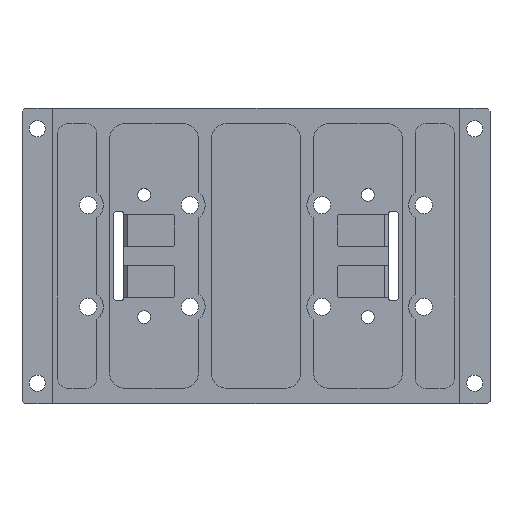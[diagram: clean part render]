
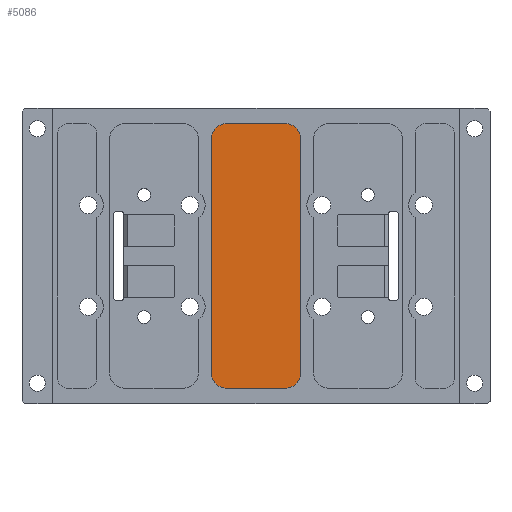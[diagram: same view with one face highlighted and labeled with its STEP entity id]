
A CAD part, top view. The second image highlights one B-rep face of the part: STEP entity #5086.
In plain terms, the highlighted planar face has unit normal (0, 0, 1).
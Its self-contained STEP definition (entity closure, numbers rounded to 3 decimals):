
#24 = ORIENTED_EDGE ( 'NONE', *, *, #39, .F. ) ;
#39 = EDGE_CURVE ( 'NONE', #1405, #1427, #876, .T. ) ;
#236 = ORIENTED_EDGE ( 'NONE', *, *, #4735, .T. ) ;
#269 = CARTESIAN_POINT ( 'NONE',  ( -5.8, -26., 0. ) ) ;
#371 = DIRECTION ( 'NONE',  ( 0., 0., 1. ) ) ;
#509 = PLANE ( 'NONE',  #3523 ) ;
#552 = LINE ( 'NONE', #3970, #4011 ) ;
#590 = LINE ( 'NONE', #2551, #1208 ) ;
#791 = DIRECTION ( 'NONE',  ( 1., 0., 0. ) ) ;
#828 = VERTEX_POINT ( 'NONE', #2898 ) ;
#876 = LINE ( 'NONE', #1844, #2508 ) ;
#963 = DIRECTION ( 'NONE',  ( 1., 0., 0. ) ) ;
#1032 = CARTESIAN_POINT ( 'NONE',  ( 0., 0., 0. ) ) ;
#1043 = DIRECTION ( 'NONE',  ( -1., 0., 0. ) ) ;
#1111 = EDGE_CURVE ( 'NONE', #828, #1543, #3754, .T. ) ;
#1144 = VERTEX_POINT ( 'NONE', #5274 ) ;
#1205 = CARTESIAN_POINT ( 'NONE',  ( 8.8, 23., 0. ) ) ;
#1208 = VECTOR ( 'NONE', #2582, 1000. ) ;
#1245 = EDGE_CURVE ( 'NONE', #4298, #1427, #5315, .T. ) ;
#1303 = ORIENTED_EDGE ( 'NONE', *, *, #1305, .F. ) ;
#1305 = EDGE_CURVE ( 'NONE', #1144, #1543, #590, .T. ) ;
#1405 = VERTEX_POINT ( 'NONE', #1205 ) ;
#1419 = VECTOR ( 'NONE', #3808, 1000. ) ;
#1427 = VERTEX_POINT ( 'NONE', #3024 ) ;
#1543 = VERTEX_POINT ( 'NONE', #4099 ) ;
#1554 = DIRECTION ( 'NONE',  ( 0., 0., 1. ) ) ;
#1828 = LINE ( 'NONE', #3777, #1419 ) ;
#1829 = ORIENTED_EDGE ( 'NONE', *, *, #6310, .T. ) ;
#1844 = CARTESIAN_POINT ( 'NONE',  ( 8.8, 26., 0. ) ) ;
#2027 = AXIS2_PLACEMENT_3D ( 'NONE', #4296, #2357, #2418 ) ;
#2043 = DIRECTION ( 'NONE',  ( 1., 0., 0. ) ) ;
#2099 = DIRECTION ( 'NONE',  ( 1., 0., 0. ) ) ;
#2134 = EDGE_CURVE ( 'NONE', #3995, #4298, #1828, .T. ) ;
#2357 = DIRECTION ( 'NONE',  ( 0., 0., 1. ) ) ;
#2418 = DIRECTION ( 'NONE',  ( 1., 0., 0. ) ) ;
#2493 = ORIENTED_EDGE ( 'NONE', *, *, #2600, .T. ) ;
#2508 = VECTOR ( 'NONE', #4753, 1000. ) ;
#2532 = AXIS2_PLACEMENT_3D ( 'NONE', #5431, #2611, #2043 ) ;
#2551 = CARTESIAN_POINT ( 'NONE',  ( -8.8, 26., 0. ) ) ;
#2582 = DIRECTION ( 'NONE',  ( 0., 1., 0. ) ) ;
#2594 = AXIS2_PLACEMENT_3D ( 'NONE', #5341, #371, #791 ) ;
#2600 = EDGE_CURVE ( 'NONE', #4604, #828, #552, .T. ) ;
#2611 = DIRECTION ( 'NONE',  ( 0., 0., 1. ) ) ;
#2790 = CARTESIAN_POINT ( 'NONE',  ( 5.8, -26., 0. ) ) ;
#2898 = CARTESIAN_POINT ( 'NONE',  ( -5.8, 26., 0. ) ) ;
#3024 = CARTESIAN_POINT ( 'NONE',  ( 8.8, -23., 0. ) ) ;
#3523 = AXIS2_PLACEMENT_3D ( 'NONE', #1032, #1554, #963 ) ;
#3754 = CIRCLE ( 'NONE', #2027, 3. ) ;
#3777 = CARTESIAN_POINT ( 'NONE',  ( -25.8, -26., 0. ) ) ;
#3808 = DIRECTION ( 'NONE',  ( 1., 0., 0. ) ) ;
#3950 = ORIENTED_EDGE ( 'NONE', *, *, #2134, .T. ) ;
#3962 = FACE_OUTER_BOUND ( 'NONE', #5530, .T. ) ;
#3970 = CARTESIAN_POINT ( 'NONE',  ( -25.8, 26., 0. ) ) ;
#3995 = VERTEX_POINT ( 'NONE', #269 ) ;
#4011 = VECTOR ( 'NONE', #1043, 1000. ) ;
#4099 = CARTESIAN_POINT ( 'NONE',  ( -8.8, 23., 0. ) ) ;
#4195 = DIRECTION ( 'NONE',  ( 0., 0., 1. ) ) ;
#4220 = ORIENTED_EDGE ( 'NONE', *, *, #1245, .T. ) ;
#4296 = CARTESIAN_POINT ( 'NONE',  ( -5.8, 23., 0. ) ) ;
#4298 = VERTEX_POINT ( 'NONE', #2790 ) ;
#4321 = ORIENTED_EDGE ( 'NONE', *, *, #1111, .T. ) ;
#4602 = CARTESIAN_POINT ( 'NONE',  ( 5.8, 26., 0. ) ) ;
#4604 = VERTEX_POINT ( 'NONE', #4602 ) ;
#4664 = CIRCLE ( 'NONE', #2594, 3. ) ;
#4735 = EDGE_CURVE ( 'NONE', #1144, #3995, #4664, .T. ) ;
#4753 = DIRECTION ( 'NONE',  ( 0., -1., 0. ) ) ;
#5086 = ADVANCED_FACE ( 'NONE', ( #3962 ), #509, .T. ) ;
#5274 = CARTESIAN_POINT ( 'NONE',  ( -8.8, -23., 0. ) ) ;
#5285 = CIRCLE ( 'NONE', #5787, 3. ) ;
#5315 = CIRCLE ( 'NONE', #2532, 3. ) ;
#5341 = CARTESIAN_POINT ( 'NONE',  ( -5.8, -23., 0. ) ) ;
#5431 = CARTESIAN_POINT ( 'NONE',  ( 5.8, -23., 0. ) ) ;
#5530 = EDGE_LOOP ( 'NONE', ( #3950, #4220, #24, #1829, #2493, #4321, #1303, #236 ) ) ;
#5589 = CARTESIAN_POINT ( 'NONE',  ( 5.8, 23., 0. ) ) ;
#5787 = AXIS2_PLACEMENT_3D ( 'NONE', #5589, #4195, #2099 ) ;
#6310 = EDGE_CURVE ( 'NONE', #1405, #4604, #5285, .T. ) ;
